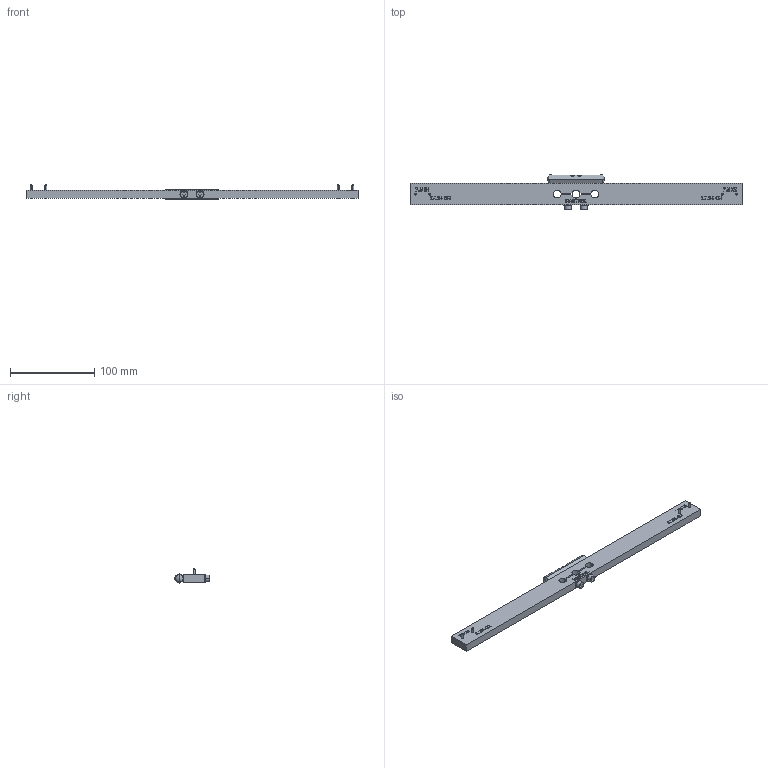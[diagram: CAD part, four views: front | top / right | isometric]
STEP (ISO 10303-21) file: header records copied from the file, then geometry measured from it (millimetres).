
FILE_DESCRIPTION (( 'STEP AP214' ), '1' );
FILE_NAME ('CB-500_D_EF.STEP', '2017-12-15T15:17:50', ( '' ), ( '' ), 'SwSTEP 2.0', 'SolidWorks 2017', '' );
FILE_SCHEMA (( 'AUTOMOTIVE_DESIGN' ));
Length unit declared in the file: inch
Products named in the file (1): CB-500_D_EF
Bounding box: 393.7 x 41.84 x 16.61 mm (x, y, z)
Surface area: 31892.9 mm2 (no closed solid volume)
Topology: 0 solids, 17 shells, 253 faces, 1242 edges, 966 vertices
Faces by surface type: plane 163, cylinder 37, bspline 29, cone 16, torus 4, sphere 4
Entity records: 18183 total; most frequent: CARTESIAN_POINT 5766, ORIENTED_EDGE 1716, DIRECTION 1576, EDGE_CURVE 1238, VERTEX_POINT 966, VECTOR 846, LINE 846, AXIS2_PLACEMENT_3D 365
